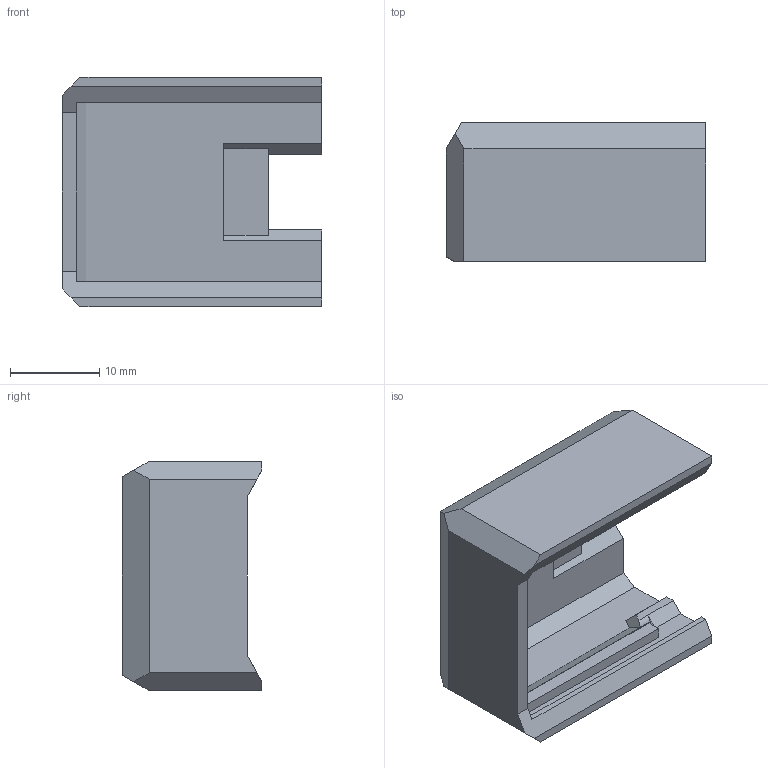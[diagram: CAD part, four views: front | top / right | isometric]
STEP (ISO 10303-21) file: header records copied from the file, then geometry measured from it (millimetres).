
FILE_DESCRIPTION (( 'STEP AP214' ), '1' );
FILE_NAME ('Main_body_v2.STEP', '2024-04-24T17:23:24', ( '' ), ( '' ), 'SwSTEP 2.0', 'SolidWorks 2020', '' );
FILE_SCHEMA (( 'AUTOMOTIVE_DESIGN' ));
Length unit declared in the file: millimetre
Products named in the file (1): Main_body_v2
Bounding box: 29.1 x 15.6 x 25.7 mm (x, y, z)
Volume: 2852.5 mm3; surface area: 3824.9 mm2
Topology: 1 solids, 1 shells, 292 faces, 788 edges, 524 vertices
Faces by surface type: plane 252, bspline 29, cylinder 11
Entity records: 9886 total; most frequent: CARTESIAN_POINT 2694, ORIENTED_EDGE 1576, DIRECTION 1272, EDGE_CURVE 788, LINE 708, VECTOR 708, VERTEX_POINT 524, EDGE_LOOP 318
